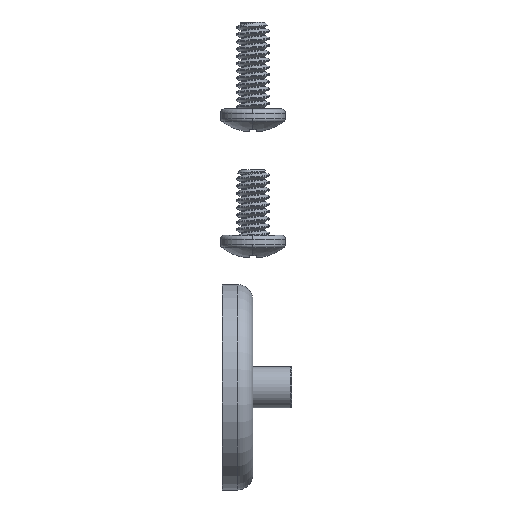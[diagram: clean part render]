
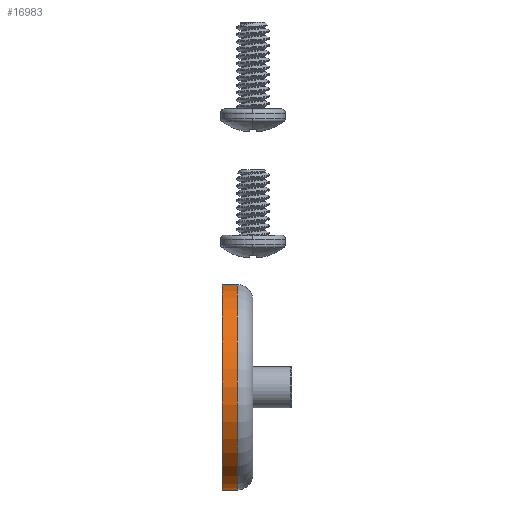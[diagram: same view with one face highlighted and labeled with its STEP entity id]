
A CAD part, left-side view. The second image highlights one B-rep face of the part: STEP entity #16983.
In plain terms, the highlighted cylindrical face has radius 15 mm (diameter 30 mm), a partial arc.
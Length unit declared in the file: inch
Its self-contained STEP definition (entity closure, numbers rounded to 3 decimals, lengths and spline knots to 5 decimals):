
#525 = LINE ( 'NONE', #15639, #9873 ) ;
#1057 = CARTESIAN_POINT ( 'NONE',  ( 0., 0.60598, -0.59055 ) ) ;
#1112 = DIRECTION ( 'NONE',  ( 0., 0., 1. ) ) ;
#1575 = DIRECTION ( 'NONE',  ( 0., 1., 0. ) ) ;
#1848 = CIRCLE ( 'NONE', #4462, 0.59055 ) ;
#2072 = DIRECTION ( 'NONE',  ( 0., 1., 0. ) ) ;
#2746 = CARTESIAN_POINT ( 'NONE',  ( 0., 0.17717, 0.59055 ) ) ;
#2771 = CYLINDRICAL_SURFACE ( 'NONE', #13996, 0.59055 ) ;
#2953 = DIRECTION ( 'NONE',  ( 0., 0., 1. ) ) ;
#4177 = VECTOR ( 'NONE', #15060, 39.37008 ) ;
#4462 = AXIS2_PLACEMENT_3D ( 'NONE', #7368, #9358, #12941 ) ;
#5266 = CARTESIAN_POINT ( 'NONE',  ( 0., 0.17717, -0.59055 ) ) ;
#6463 = ORIENTED_EDGE ( 'NONE', *, *, #16356, .F. ) ;
#7368 = CARTESIAN_POINT ( 'NONE',  ( 0., 0.08858, 0. ) ) ;
#7520 = CARTESIAN_POINT ( 'NONE',  ( 0., 0.08858, -0.59055 ) ) ;
#8033 = CARTESIAN_POINT ( 'NONE',  ( 0., 0.17717, 0. ) ) ;
#8060 = CARTESIAN_POINT ( 'NONE',  ( 0., 0.08858, 0.59055 ) ) ;
#8175 = AXIS2_PLACEMENT_3D ( 'NONE', #8033, #12401, #1112 ) ;
#8835 = ORIENTED_EDGE ( 'NONE', *, *, #11830, .T. ) ;
#9358 = DIRECTION ( 'NONE',  ( 0., 1., 0. ) ) ;
#9647 = VERTEX_POINT ( 'NONE', #7520 ) ;
#9873 = VECTOR ( 'NONE', #2072, 39.37008 ) ;
#10310 = VERTEX_POINT ( 'NONE', #8060 ) ;
#11830 = EDGE_CURVE ( 'NONE', #9647, #10310, #1848, .T. ) ;
#12243 = EDGE_CURVE ( 'NONE', #9647, #14490, #17694, .T. ) ;
#12401 = DIRECTION ( 'NONE',  ( 0., 1., 0. ) ) ;
#12472 = ORIENTED_EDGE ( 'NONE', *, *, #15230, .T. ) ;
#12517 = FACE_OUTER_BOUND ( 'NONE', #16306, .T. ) ;
#12566 = VERTEX_POINT ( 'NONE', #2746 ) ;
#12941 = DIRECTION ( 'NONE',  ( 0., 0., 1. ) ) ;
#13702 = CARTESIAN_POINT ( 'NONE',  ( 0., 0.60598, 0. ) ) ;
#13996 = AXIS2_PLACEMENT_3D ( 'NONE', #13702, #1575, #2953 ) ;
#14490 = VERTEX_POINT ( 'NONE', #5266 ) ;
#15060 = DIRECTION ( 'NONE',  ( 0., 1., 0. ) ) ;
#15230 = EDGE_CURVE ( 'NONE', #10310, #12566, #525, .T. ) ;
#15639 = CARTESIAN_POINT ( 'NONE',  ( 0., 0.60598, 0.59055 ) ) ;
#16044 = CIRCLE ( 'NONE', #8175, 0.59055 ) ;
#16306 = EDGE_LOOP ( 'NONE', ( #16617, #8835, #12472, #6463 ) ) ;
#16356 = EDGE_CURVE ( 'NONE', #14490, #12566, #16044, .T. ) ;
#16617 = ORIENTED_EDGE ( 'NONE', *, *, #12243, .F. ) ;
#16983 = ADVANCED_FACE ( 'NONE', ( #12517 ), #2771, .T. ) ;
#17694 = LINE ( 'NONE', #1057, #4177 ) ;
